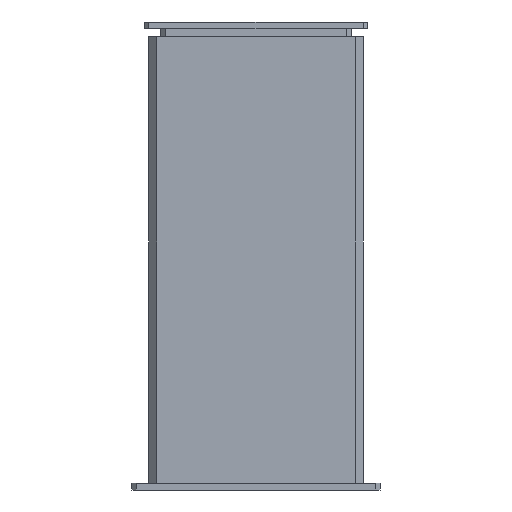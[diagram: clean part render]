
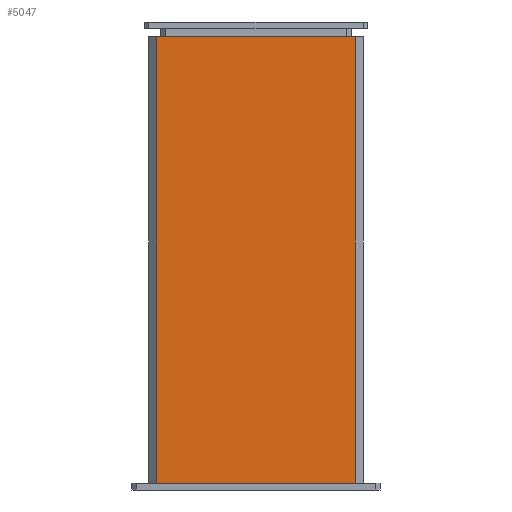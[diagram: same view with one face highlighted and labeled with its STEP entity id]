
A CAD part, front view. The second image highlights one B-rep face of the part: STEP entity #5047.
In plain terms, the highlighted planar face has unit normal (0, -1, 0).
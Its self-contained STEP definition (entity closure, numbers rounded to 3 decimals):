
#258 = CARTESIAN_POINT ( 'NONE',  ( 120., -24., 0. ) ) ;
#302 = EDGE_CURVE ( 'NONE', #1337, #5290, #1085, .T. ) ;
#394 = CARTESIAN_POINT ( 'NONE',  ( 120., -24., 540. ) ) ;
#760 = DIRECTION ( 'NONE',  ( 0., 0., -1. ) ) ;
#775 = CARTESIAN_POINT ( 'NONE',  ( -120., -24., 540. ) ) ;
#790 = LINE ( 'NONE', #2577, #1172 ) ;
#1075 = DIRECTION ( 'NONE',  ( 0., 0., 1. ) ) ;
#1085 = LINE ( 'NONE', #5245, #2091 ) ;
#1172 = VECTOR ( 'NONE', #2553, 1000. ) ;
#1337 = VERTEX_POINT ( 'NONE', #775 ) ;
#1338 = ORIENTED_EDGE ( 'NONE', *, *, #3496, .T. ) ;
#1476 = VERTEX_POINT ( 'NONE', #394 ) ;
#1964 = EDGE_CURVE ( 'NONE', #1476, #1337, #2622, .T. ) ;
#2085 = AXIS2_PLACEMENT_3D ( 'NONE', #258, #4767, #2737 ) ;
#2091 = VECTOR ( 'NONE', #760, 1000. ) ;
#2172 = ORIENTED_EDGE ( 'NONE', *, *, #6001, .T. ) ;
#2307 = VECTOR ( 'NONE', #2502, 1000. ) ;
#2502 = DIRECTION ( 'NONE',  ( -1., 0., 0. ) ) ;
#2553 = DIRECTION ( 'NONE',  ( 1., 0., 0. ) ) ;
#2577 = CARTESIAN_POINT ( 'NONE',  ( 120., -24., 0.3 ) ) ;
#2622 = LINE ( 'NONE', #5521, #2307 ) ;
#2680 = VERTEX_POINT ( 'NONE', #4298 ) ;
#2737 = DIRECTION ( 'NONE',  ( 0., 0., -1. ) ) ;
#3079 = ORIENTED_EDGE ( 'NONE', *, *, #302, .T. ) ;
#3097 = EDGE_LOOP ( 'NONE', ( #5490, #3079, #2172, #1338 ) ) ;
#3333 = FACE_OUTER_BOUND ( 'NONE', #3097, .T. ) ;
#3496 = EDGE_CURVE ( 'NONE', #2680, #1476, #5795, .T. ) ;
#3906 = VECTOR ( 'NONE', #1075, 1000. ) ;
#4260 = CARTESIAN_POINT ( 'NONE',  ( 120., -24., 0. ) ) ;
#4298 = CARTESIAN_POINT ( 'NONE',  ( 120., -24., 0.3 ) ) ;
#4767 = DIRECTION ( 'NONE',  ( 0., -1., 0. ) ) ;
#5047 = ADVANCED_FACE ( 'NONE', ( #3333 ), #5313, .T. ) ;
#5245 = CARTESIAN_POINT ( 'NONE',  ( -120., -24., 0. ) ) ;
#5290 = VERTEX_POINT ( 'NONE', #5822 ) ;
#5313 = PLANE ( 'NONE',  #2085 ) ;
#5490 = ORIENTED_EDGE ( 'NONE', *, *, #1964, .T. ) ;
#5521 = CARTESIAN_POINT ( 'NONE',  ( 120., -24., 540. ) ) ;
#5795 = LINE ( 'NONE', #4260, #3906 ) ;
#5822 = CARTESIAN_POINT ( 'NONE',  ( -120., -24., 0.3 ) ) ;
#6001 = EDGE_CURVE ( 'NONE', #5290, #2680, #790, .T. ) ;
